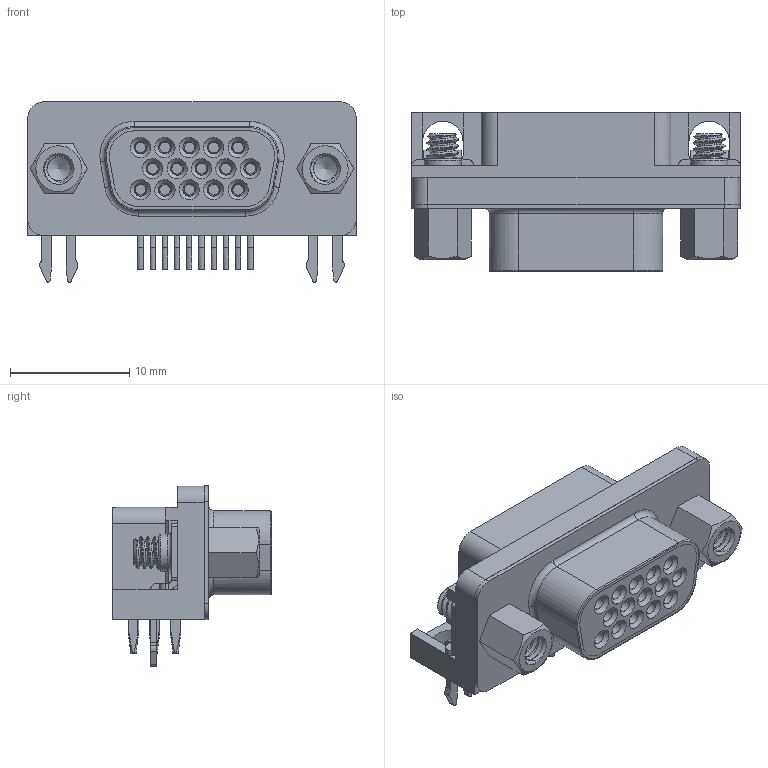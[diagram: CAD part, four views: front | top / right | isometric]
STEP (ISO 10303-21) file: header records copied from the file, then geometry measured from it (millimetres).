
FILE_DESCRIPTION(('FreeCAD Model'),'2;1');
FILE_NAME('Open CASCADE Shape Model','2025-05-05T05:31:36',('FreeCAD'),( 'FreeCAD'),'Open CASCADE STEP processor 7.6','FreeCAD','Unknown');
FILE_SCHEMA(('AUTOMOTIVE_DESIGN { 1 0 10303 214 1 1 1 1 }'));
Length unit declared in the file: millimetre
Products named in the file (1): Open CASCADE STEP translator 7.6 1
Bounding box: 27.5 x 13.28 x 15.11 mm (x, y, z)
Volume: 2006.6 mm3; surface area: 5352.8 mm2
Topology: 22 solids, 22 shells, 680 faces, 1741 edges, 1144 vertices
Faces by surface type: bspline 680
Entity records: 30404 total; most frequent: CARTESIAN_POINT 20272, ORIENTED_EDGE 3478, EDGE_CURVE 1739, VERTEX_POINT 1144, B_SPLINE_CURVE_WITH_KNOTS 1142, FACE_BOUND 769, EDGE_LOOP 769, ADVANCED_FACE 680
